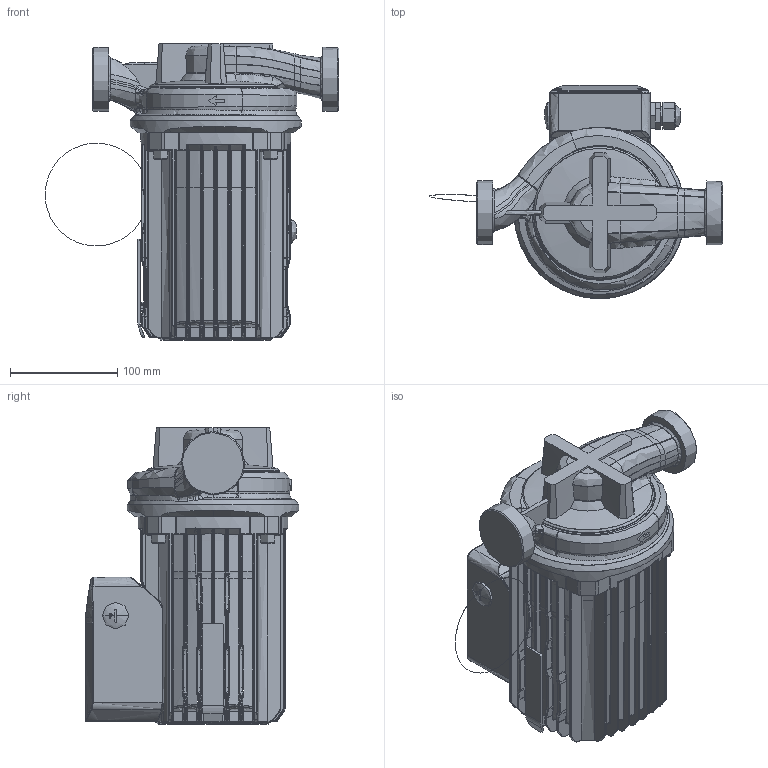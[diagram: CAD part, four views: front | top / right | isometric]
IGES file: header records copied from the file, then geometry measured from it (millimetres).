
Global section: file name: 015P1221 (RWS 32-180T 230); native system: AutoCAD 2021 — Русский (Russian),62HAutod; preprocessor: esk Translation Framework DWG producer (atf_dwg_producer); organization: unknown; date: 20240704.215140; units: millimetre
Bounding box: 274.39 x 199.3 x 276.5 mm (x, y, z)
Volume: 94006.8 mm3; surface area: 327937.7 mm2
Topology: 4 solids, 4 shells, 2880 faces, 37813 edges, 37735 vertices
Faces by surface type: revolution 1589, bspline 1291
